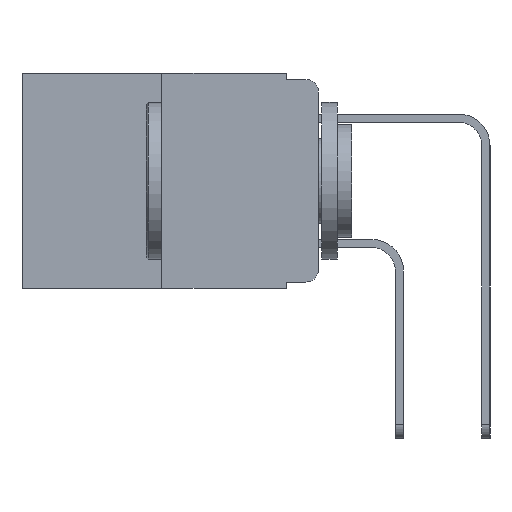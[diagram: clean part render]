
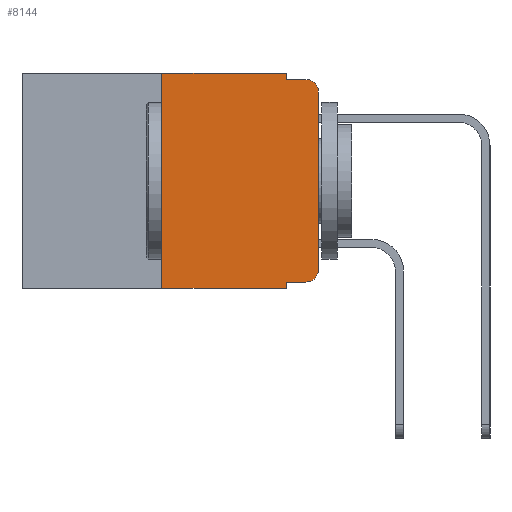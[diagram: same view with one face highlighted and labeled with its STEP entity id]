
A CAD part, left-side view. The second image highlights one B-rep face of the part: STEP entity #8144.
In plain terms, the highlighted planar face has unit normal (-1, 0, 0).
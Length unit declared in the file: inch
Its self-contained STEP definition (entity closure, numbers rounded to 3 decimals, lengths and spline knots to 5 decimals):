
#281 = CARTESIAN_POINT ( 'NONE',  ( 0., 0.473, 0. ) ) ;
#287 = DIRECTION ( 'NONE',  ( 0., -1., 0. ) ) ;
#438 = LINE ( 'NONE', #14650, #4861 ) ;
#808 = CARTESIAN_POINT ( 'NONE',  ( 0., 0.051, 0. ) ) ;
#972 = VERTEX_POINT ( 'NONE', #6588 ) ;
#1082 = DIRECTION ( 'NONE',  ( -1., 0., 0. ) ) ;
#1543 = PLANE ( 'NONE',  #14060 ) ;
#2031 = ORIENTED_EDGE ( 'NONE', *, *, #18428, .F. ) ;
#2179 = VERTEX_POINT ( 'NONE', #16602 ) ;
#2500 = DIRECTION ( 'NONE',  ( 0., 0., -1. ) ) ;
#2544 = VERTEX_POINT ( 'NONE', #7431 ) ;
#2575 = CARTESIAN_POINT ( 'NONE',  ( 0., 0.051, -0.01 ) ) ;
#3071 = DIRECTION ( 'NONE',  ( -1., 0., 0. ) ) ;
#3215 = DIRECTION ( 'NONE',  ( 0., 0., -1. ) ) ;
#3380 = LINE ( 'NONE', #12448, #20102 ) ;
#3399 = CARTESIAN_POINT ( 'NONE',  ( 0., 0.25, 0. ) ) ;
#3575 = EDGE_CURVE ( 'NONE', #8038, #18045, #20495, .T. ) ;
#4290 = DIRECTION ( 'NONE',  ( 0., -1., 0. ) ) ;
#4861 = VECTOR ( 'NONE', #11430, 39.37008 ) ;
#5562 = EDGE_CURVE ( 'NONE', #18890, #7802, #9397, .T. ) ;
#5676 = ORIENTED_EDGE ( 'NONE', *, *, #15864, .T. ) ;
#6133 = AXIS2_PLACEMENT_3D ( 'NONE', #10984, #1082, #12602 ) ;
#6588 = CARTESIAN_POINT ( 'NONE',  ( 0., 0.25, -0.343 ) ) ;
#6732 = EDGE_LOOP ( 'NONE', ( #5676, #14311, #15819, #12069, #12568, #21030, #14078, #2031, #7012, #15577 ) ) ;
#6788 = DIRECTION ( 'NONE',  ( 0., 0., 1. ) ) ;
#6834 = VERTEX_POINT ( 'NONE', #17172 ) ;
#7012 = ORIENTED_EDGE ( 'NONE', *, *, #19771, .T. ) ;
#7205 = LINE ( 'NONE', #3399, #15274 ) ;
#7357 = VECTOR ( 'NONE', #19488, 39.37008 ) ;
#7431 = CARTESIAN_POINT ( 'NONE',  ( 0., 0.02, -0.333 ) ) ;
#7802 = VERTEX_POINT ( 'NONE', #12229 ) ;
#8038 = VERTEX_POINT ( 'NONE', #15908 ) ;
#8144 = ADVANCED_FACE ( 'NONE', ( #13559 ), #1543, .F. ) ;
#8157 = EDGE_CURVE ( 'NONE', #972, #2179, #438, .T. ) ;
#8265 = LINE ( 'NONE', #2575, #20522 ) ;
#8396 = VECTOR ( 'NONE', #2500, 39.37008 ) ;
#8480 = CARTESIAN_POINT ( 'NONE',  ( 0., 0., -0.03 ) ) ;
#8744 = VECTOR ( 'NONE', #287, 39.37008 ) ;
#9397 = CIRCLE ( 'NONE', #6133, 0.02 ) ;
#9414 = AXIS2_PLACEMENT_3D ( 'NONE', #12900, #3071, #14503 ) ;
#9912 = DIRECTION ( 'NONE',  ( 0., 0., -1. ) ) ;
#10613 = VECTOR ( 'NONE', #9912, 39.37008 ) ;
#10984 = CARTESIAN_POINT ( 'NONE',  ( 0., 0.02, -0.03 ) ) ;
#11430 = DIRECTION ( 'NONE',  ( 0., -1., 0. ) ) ;
#12069 = ORIENTED_EDGE ( 'NONE', *, *, #17493, .F. ) ;
#12229 = CARTESIAN_POINT ( 'NONE',  ( 0., 0.02, -0.01 ) ) ;
#12411 = DIRECTION ( 'NONE',  ( 0., -1., 0. ) ) ;
#12448 = CARTESIAN_POINT ( 'NONE',  ( 0., 0.051, -0.333 ) ) ;
#12568 = ORIENTED_EDGE ( 'NONE', *, *, #3575, .F. ) ;
#12602 = DIRECTION ( 'NONE',  ( 0., 0., -1. ) ) ;
#12687 = LINE ( 'NONE', #808, #8396 ) ;
#12900 = CARTESIAN_POINT ( 'NONE',  ( 0., 0.02, -0.313 ) ) ;
#13055 = DIRECTION ( 'NONE',  ( 1., 0., 0. ) ) ;
#13112 = VERTEX_POINT ( 'NONE', #13822 ) ;
#13210 = EDGE_CURVE ( 'NONE', #17894, #7802, #8265, .T. ) ;
#13559 = FACE_OUTER_BOUND ( 'NONE', #6732, .T. ) ;
#13822 = CARTESIAN_POINT ( 'NONE',  ( 0., 0., -0.313 ) ) ;
#14060 = AXIS2_PLACEMENT_3D ( 'NONE', #20904, #13055, #3215 ) ;
#14078 = ORIENTED_EDGE ( 'NONE', *, *, #8157, .T. ) ;
#14150 = EDGE_CURVE ( 'NONE', #972, #8038, #7205, .T. ) ;
#14311 = ORIENTED_EDGE ( 'NONE', *, *, #5562, .T. ) ;
#14503 = DIRECTION ( 'NONE',  ( 0., 0., -1. ) ) ;
#14650 = CARTESIAN_POINT ( 'NONE',  ( 0., 0.473, -0.343 ) ) ;
#15118 = EDGE_CURVE ( 'NONE', #2544, #13112, #18703, .T. ) ;
#15274 = VECTOR ( 'NONE', #6788, 39.37008 ) ;
#15577 = ORIENTED_EDGE ( 'NONE', *, *, #15118, .T. ) ;
#15656 = CARTESIAN_POINT ( 'NONE',  ( 0., 0.051, -0.01 ) ) ;
#15819 = ORIENTED_EDGE ( 'NONE', *, *, #13210, .F. ) ;
#15864 = EDGE_CURVE ( 'NONE', #13112, #18890, #20150, .T. ) ;
#15908 = CARTESIAN_POINT ( 'NONE',  ( 0., 0.25, 0. ) ) ;
#16602 = CARTESIAN_POINT ( 'NONE',  ( 0., 0.051, -0.343 ) ) ;
#17172 = CARTESIAN_POINT ( 'NONE',  ( 0., 0.051, -0.333 ) ) ;
#17493 = EDGE_CURVE ( 'NONE', #18045, #17894, #19111, .T. ) ;
#17733 = CARTESIAN_POINT ( 'NONE',  ( 0., 0.051, 0. ) ) ;
#17889 = CARTESIAN_POINT ( 'NONE',  ( 0., 0.051, 0. ) ) ;
#17894 = VERTEX_POINT ( 'NONE', #15656 ) ;
#18045 = VERTEX_POINT ( 'NONE', #17733 ) ;
#18428 = EDGE_CURVE ( 'NONE', #6834, #2179, #12687, .T. ) ;
#18703 = CIRCLE ( 'NONE', #9414, 0.02 ) ;
#18890 = VERTEX_POINT ( 'NONE', #8480 ) ;
#19111 = LINE ( 'NONE', #17889, #10613 ) ;
#19410 = CARTESIAN_POINT ( 'NONE',  ( 0., 0., 0. ) ) ;
#19488 = DIRECTION ( 'NONE',  ( 0., 0., 1. ) ) ;
#19771 = EDGE_CURVE ( 'NONE', #6834, #2544, #3380, .T. ) ;
#20102 = VECTOR ( 'NONE', #4290, 39.37008 ) ;
#20150 = LINE ( 'NONE', #19410, #7357 ) ;
#20495 = LINE ( 'NONE', #281, #8744 ) ;
#20522 = VECTOR ( 'NONE', #12411, 39.37008 ) ;
#20904 = CARTESIAN_POINT ( 'NONE',  ( 0., 0.473, 0. ) ) ;
#21030 = ORIENTED_EDGE ( 'NONE', *, *, #14150, .F. ) ;
